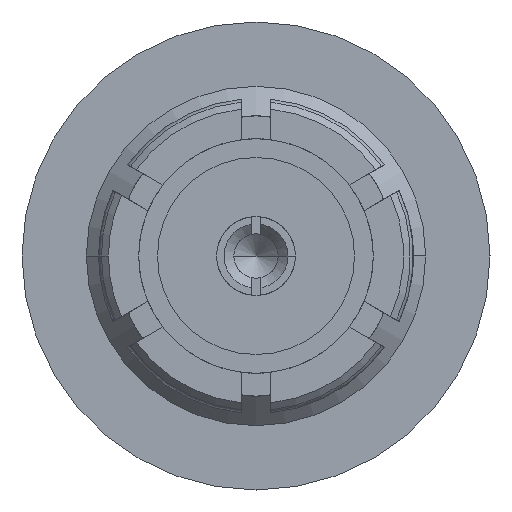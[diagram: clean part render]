
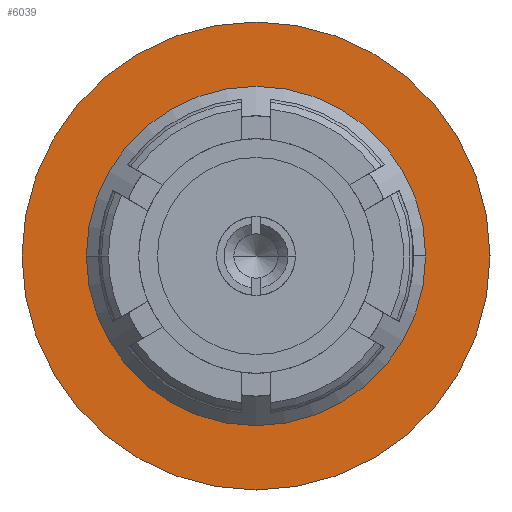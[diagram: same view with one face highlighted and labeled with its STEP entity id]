
A CAD part, left-side view. The second image highlights one B-rep face of the part: STEP entity #6039.
In plain terms, the highlighted planar face has unit normal (-1, 0, 0).
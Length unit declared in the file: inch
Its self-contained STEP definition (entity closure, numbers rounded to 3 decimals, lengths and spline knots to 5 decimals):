
#40 = VERTEX_POINT ( 'NONE', #6978 ) ;
#181 = EDGE_LOOP ( 'NONE', ( #541, #9413 ) ) ;
#201 = CIRCLE ( 'NONE', #5834, 0.0678 ) ;
#505 = CARTESIAN_POINT ( 'NONE',  ( -0.69316, -0.0678, 0. ) ) ;
#541 = ORIENTED_EDGE ( 'NONE', *, *, #8245, .F. ) ;
#1164 = AXIS2_PLACEMENT_3D ( 'NONE', #5259, #9097, #2151 ) ;
#1420 = DIRECTION ( 'NONE',  ( 0., 1., 0. ) ) ;
#1525 = ORIENTED_EDGE ( 'NONE', *, *, #4623, .T. ) ;
#1715 = AXIS2_PLACEMENT_3D ( 'NONE', #2861, #7020, #3744 ) ;
#2083 = DIRECTION ( 'NONE',  ( 0., -1., 0. ) ) ;
#2151 = DIRECTION ( 'NONE',  ( 0., 1., 0. ) ) ;
#2751 = ORIENTED_EDGE ( 'NONE', *, *, #3613, .T. ) ;
#2818 = CIRCLE ( 'NONE', #4080, 0.0678 ) ;
#2822 = VERTEX_POINT ( 'NONE', #9348 ) ;
#2831 = DIRECTION ( 'NONE',  ( 1., 0., 0. ) ) ;
#2861 = CARTESIAN_POINT ( 'NONE',  ( -0.69316, 0., 0. ) ) ;
#3034 = DIRECTION ( 'NONE',  ( 0., 1., 0. ) ) ;
#3613 = EDGE_CURVE ( 'NONE', #40, #9569, #201, .T. ) ;
#3744 = DIRECTION ( 'NONE',  ( 0., 1., 0. ) ) ;
#4080 = AXIS2_PLACEMENT_3D ( 'NONE', #7675, #6869, #3034 ) ;
#4325 = FACE_OUTER_BOUND ( 'NONE', #181, .T. ) ;
#4623 = EDGE_CURVE ( 'NONE', #9569, #40, #2818, .T. ) ;
#4658 = DIRECTION ( 'NONE',  ( 1., 0., 0. ) ) ;
#5259 = CARTESIAN_POINT ( 'NONE',  ( -0.69316, 0., 0. ) ) ;
#5635 = EDGE_LOOP ( 'NONE', ( #2751, #1525 ) ) ;
#5834 = AXIS2_PLACEMENT_3D ( 'NONE', #6038, #4658, #1420 ) ;
#5896 = CIRCLE ( 'NONE', #1715, 0.0935 ) ;
#6038 = CARTESIAN_POINT ( 'NONE',  ( -0.69316, 0., 0. ) ) ;
#6039 = ADVANCED_FACE ( 'NONE', ( #8180, #4325 ), #7455, .F. ) ;
#6182 = CARTESIAN_POINT ( 'NONE',  ( -0.69316, -0.0678, 0. ) ) ;
#6413 = EDGE_CURVE ( 'NONE', #2822, #8990, #5896, .T. ) ;
#6869 = DIRECTION ( 'NONE',  ( 1., 0., 0. ) ) ;
#6878 = AXIS2_PLACEMENT_3D ( 'NONE', #505, #2831, #2083 ) ;
#6978 = CARTESIAN_POINT ( 'NONE',  ( -0.69316, 0.0678, 0. ) ) ;
#7020 = DIRECTION ( 'NONE',  ( 1., 0., 0. ) ) ;
#7258 = CIRCLE ( 'NONE', #1164, 0.0935 ) ;
#7455 = PLANE ( 'NONE',  #6878 ) ;
#7675 = CARTESIAN_POINT ( 'NONE',  ( -0.69316, 0., 0. ) ) ;
#8180 = FACE_BOUND ( 'NONE', #5635, .T. ) ;
#8245 = EDGE_CURVE ( 'NONE', #8990, #2822, #7258, .T. ) ;
#8658 = CARTESIAN_POINT ( 'NONE',  ( -0.69316, 0.0935, 0. ) ) ;
#8990 = VERTEX_POINT ( 'NONE', #8658 ) ;
#9097 = DIRECTION ( 'NONE',  ( 1., 0., 0. ) ) ;
#9348 = CARTESIAN_POINT ( 'NONE',  ( -0.69316, -0.0935, 0. ) ) ;
#9413 = ORIENTED_EDGE ( 'NONE', *, *, #6413, .F. ) ;
#9569 = VERTEX_POINT ( 'NONE', #6182 ) ;
